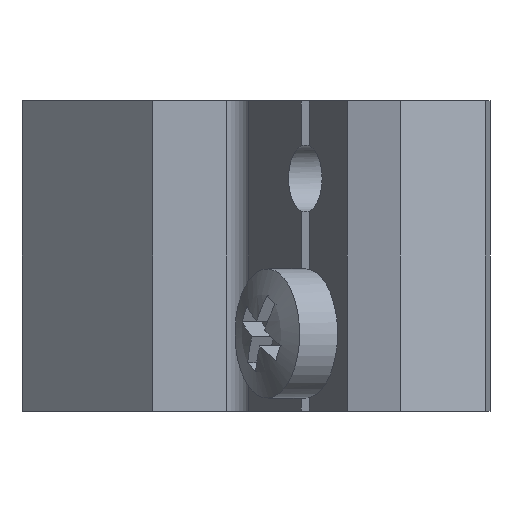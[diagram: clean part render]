
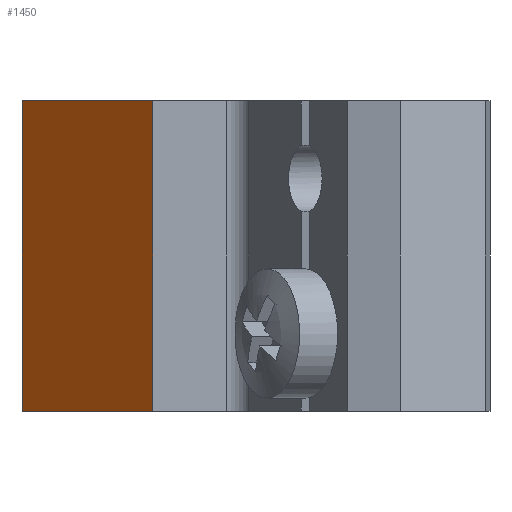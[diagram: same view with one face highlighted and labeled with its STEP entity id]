
A CAD part, left-side view. The second image highlights one B-rep face of the part: STEP entity #1450.
In plain terms, the highlighted planar face has unit normal (-0.707, 0.707, 0).
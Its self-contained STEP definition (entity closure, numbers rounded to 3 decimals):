
#41=LINE('',#2145,#190);
#91=LINE('',#2285,#240);
#111=LINE('',#2326,#260);
#137=LINE('',#2388,#286);
#190=VECTOR('',#1710,10.);
#240=VECTOR('',#1830,10.);
#260=VECTOR('',#1858,10.);
#286=VECTOR('',#1932,10.);
#364=PLANE('',#1615);
#449=FACE_OUTER_BOUND('',#533,.T.);
#533=EDGE_LOOP('',(#1223,#1224,#1225,#1226));
#652=VERTEX_POINT('',#2142);
#653=VERTEX_POINT('',#2144);
#708=VERTEX_POINT('',#2284);
#725=VERTEX_POINT('',#2324);
#793=EDGE_CURVE('',#653,#652,#41,.T.);
#863=EDGE_CURVE('',#708,#653,#91,.T.);
#886=EDGE_CURVE('',#652,#725,#111,.T.);
#917=EDGE_CURVE('',#708,#725,#137,.T.);
#1223=ORIENTED_EDGE('',*,*,#917,.F.);
#1224=ORIENTED_EDGE('',*,*,#863,.T.);
#1225=ORIENTED_EDGE('',*,*,#793,.T.);
#1226=ORIENTED_EDGE('',*,*,#886,.T.);
#1450=ADVANCED_FACE('',(#449),#364,.T.);
#1615=AXIS2_PLACEMENT_3D('',#2387,#1930,#1931);
#1710=DIRECTION('',(0.,0.,1.));
#1830=DIRECTION('',(-0.707,-0.707,0.));
#1858=DIRECTION('',(0.707,0.707,0.));
#1930=DIRECTION('center_axis',(-0.707,0.707,0.));
#1931=DIRECTION('ref_axis',(0.,0.,1.));
#1932=DIRECTION('',(0.,0.,1.));
#2142=CARTESIAN_POINT('',(0.,8.243,6.5));
#2144=CARTESIAN_POINT('',(0.,8.243,-5.5));
#2145=CARTESIAN_POINT('',(0.,8.243,0.));
#2284=CARTESIAN_POINT('',(5.057,13.3,-5.5));
#2285=CARTESIAN_POINT('',(0.,8.243,-5.5));
#2324=CARTESIAN_POINT('',(5.057,13.3,6.5));
#2326=CARTESIAN_POINT('',(0.,8.243,6.5));
#2387=CARTESIAN_POINT('Origin',(0.,8.243,
0.));
#2388=CARTESIAN_POINT('',(5.057,13.3,0.));
